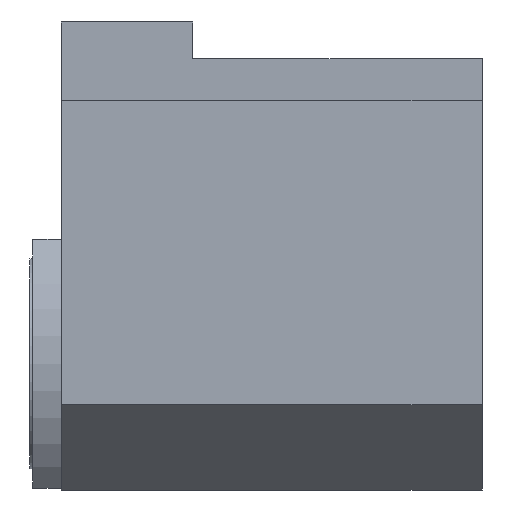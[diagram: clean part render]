
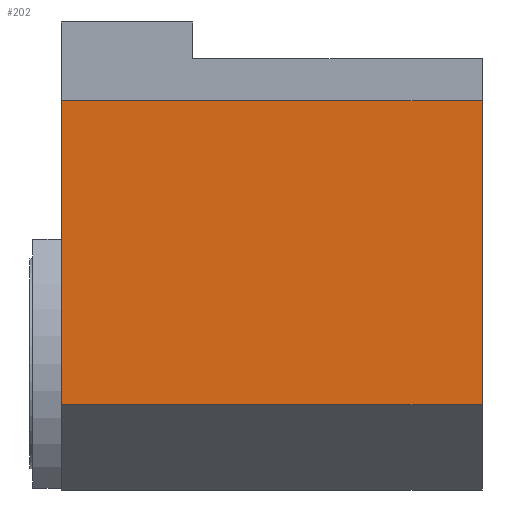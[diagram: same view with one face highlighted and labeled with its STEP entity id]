
A CAD part, front view. The second image highlights one B-rep face of the part: STEP entity #202.
In plain terms, the highlighted planar face has unit normal (0, -1, 0).
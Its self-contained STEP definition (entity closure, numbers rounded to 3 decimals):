
#70=FACE_OUTER_BOUND('',#279,.T.);
#73=LINE('',#844,#123);
#99=LINE('',#991,#149);
#104=LINE('',#1000,#154);
#120=LINE('',#1032,#170);
#123=VECTOR('',#679,1.);
#149=VECTOR('',#773,1.);
#154=VECTOR('',#780,1.);
#170=VECTOR('',#812,1.);
#202=ADVANCED_FACE('',(#70),#223,.F.);
#223=PLANE('',#652);
#279=EDGE_LOOP('',(#420,#421,#422,#423));
#420=ORIENTED_EDGE('',*,*,#483,.T.);
#421=ORIENTED_EDGE('',*,*,#524,.T.);
#422=ORIENTED_EDGE('',*,*,#545,.F.);
#423=ORIENTED_EDGE('',*,*,#529,.F.);
#433=VERTEX_POINT('',#843);
#434=VERTEX_POINT('',#845);
#462=VERTEX_POINT('',#990);
#466=VERTEX_POINT('',#1001);
#483=EDGE_CURVE('',#434,#433,#73,.T.);
#524=EDGE_CURVE('',#433,#462,#99,.T.);
#529=EDGE_CURVE('',#434,#466,#104,.T.);
#545=EDGE_CURVE('',#466,#462,#120,.T.);
#652=AXIS2_PLACEMENT_3D('',#1034,#815,#816);
#679=DIRECTION('',(1.,0.,0.));
#773=DIRECTION('',(0.,0.,1.));
#780=DIRECTION('',(0.,0.,1.));
#812=DIRECTION('',(1.,0.,0.));
#815=DIRECTION('',(0.,1.,0.));
#816=DIRECTION('',(0.,0.,1.));
#843=CARTESIAN_POINT('',(55.,-52.,-57.834));
#844=CARTESIAN_POINT('',(-25.,-52.,-57.834));
#845=CARTESIAN_POINT('',(-25.,-52.,-57.834));
#990=CARTESIAN_POINT('',(55.,-52.,0.));
#991=CARTESIAN_POINT('',(55.,-52.,-57.834));
#1000=CARTESIAN_POINT('',(-25.,-52.,-57.834));
#1001=CARTESIAN_POINT('',(-25.,-52.,0.));
#1032=CARTESIAN_POINT('',(-25.,-52.,0.));
#1034=CARTESIAN_POINT('',(-25.,-52.,-57.834));
